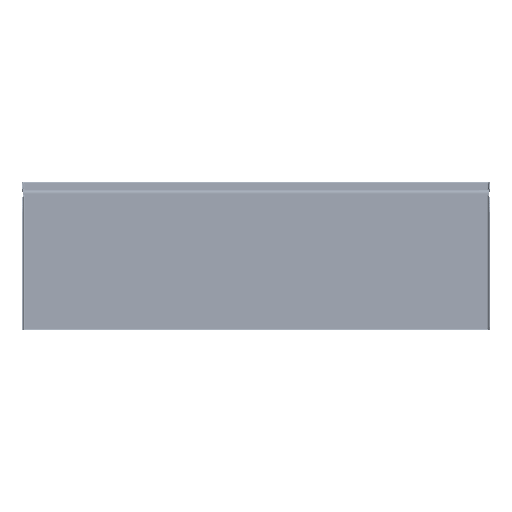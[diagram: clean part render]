
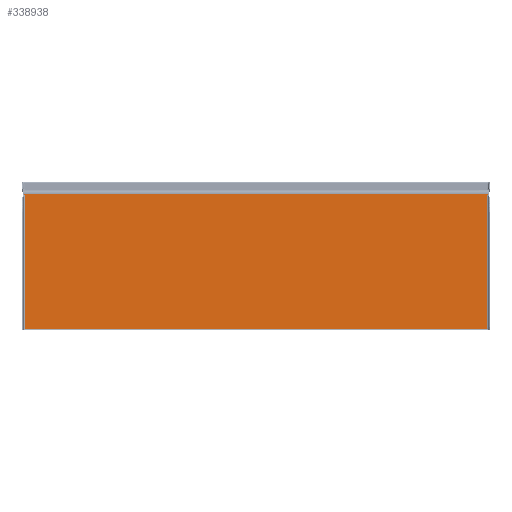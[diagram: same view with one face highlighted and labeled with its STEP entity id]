
A CAD part, top view. The second image highlights one B-rep face of the part: STEP entity #338938.
In plain terms, the highlighted planar face has unit normal (0, 0.018, 1).
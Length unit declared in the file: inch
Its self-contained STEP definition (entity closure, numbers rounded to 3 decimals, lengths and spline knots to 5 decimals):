
#240 = CARTESIAN_POINT ( 'NONE',  ( -8.30273, 16.39663, 15.1693 ) ) ;
#1961 = EDGE_CURVE ( 'NONE', #279936, #322657, #242179, .T. ) ;
#8029 = EDGE_CURVE ( 'NONE', #41304, #200949, #77179, .T. ) ;
#9123 = CARTESIAN_POINT ( 'NONE',  ( 51.22897, 16.39663, 15.1693 ) ) ;
#10251 = EDGE_CURVE ( 'NONE', #322657, #87560, #200395, .T. ) ;
#11078 = LINE ( 'NONE', #42090, #32839 ) ;
#13658 = LINE ( 'NONE', #44662, #159864 ) ;
#32017 = VECTOR ( 'NONE', #324278, 39.37008 ) ;
#32839 = VECTOR ( 'NONE', #160421, 39.37008 ) ;
#41183 = ORIENTED_EDGE ( 'NONE', *, *, #159760, .T. ) ;
#41304 = VERTEX_POINT ( 'NONE', #220300 ) ;
#41910 = PLANE ( 'NONE',  #275007 ) ;
#42090 = CARTESIAN_POINT ( 'NONE',  ( -8.41594, 16.39663, 15.1693 ) ) ;
#44662 = CARTESIAN_POINT ( 'NONE',  ( -8.13207, 0.26969, 15.4508 ) ) ;
#45650 = CARTESIAN_POINT ( 'NONE',  ( 51.21129, 16.38837, 15.16945 ) ) ;
#55295 = EDGE_LOOP ( 'NONE', ( #344671, #259057, #249402, #144752, #282557, #41183, #172220, #160615, #283557, #92230 ) ) ;
#67183 = CARTESIAN_POINT ( 'NONE',  ( 51.24307, 16.39509, 15.16933 ) ) ;
#67801 = CARTESIAN_POINT ( 'NONE',  ( -8.30273, 16.39663, 15.1693 ) ) ;
#72870 = CARTESIAN_POINT ( 'NONE',  ( 51.16544, 16.3707, 15.16976 ) ) ;
#74764 = CARTESIAN_POINT ( 'NONE',  ( 51.21918, 16.39036, 15.16941 ) ) ;
#77179 = LINE ( 'NONE', #379599, #298231 ) ;
#87560 = VERTEX_POINT ( 'NONE', #371586 ) ;
#92230 = ORIENTED_EDGE ( 'NONE', *, *, #8029, .F. ) ;
#98945 = DIRECTION ( 'NONE',  ( 0., -1., 0.017 ) ) ;
#100072 = CARTESIAN_POINT ( 'NONE',  ( 51.19566, 16.38351, 15.16953 ) ) ;
#109075 = VERTEX_POINT ( 'NONE', #161439 ) ;
#122429 = CARTESIAN_POINT ( 'NONE',  ( -8.13207, 16.31583, 15.17071 ) ) ;
#122846 = CARTESIAN_POINT ( 'NONE',  ( 51.38894, 16.5, 15.1675 ) ) ;
#124205 = LINE ( 'NONE', #182373, #159338 ) ;
#127246 = CARTESIAN_POINT ( 'NONE',  ( 51.18789, 16.38062, 15.16958 ) ) ;
#128943 = CARTESIAN_POINT ( 'NONE',  ( -8.13207, -0.85381, 15.47041 ) ) ;
#131427 = VERTEX_POINT ( 'NONE', #382554 ) ;
#131939 = DIRECTION ( 'NONE',  ( 0., 1., -0.017 ) ) ;
#134221 = EDGE_CURVE ( 'NONE', #279936, #109075, #338758, .T. ) ;
#134857 = CARTESIAN_POINT ( 'NONE',  ( 51.15139, 16.36243, 15.1699 ) ) ;
#141284 = EDGE_CURVE ( 'NONE', #200949, #131427, #13658, .T. ) ;
#144752 = ORIENTED_EDGE ( 'NONE', *, *, #1961, .T. ) ;
#151850 = EDGE_CURVE ( 'NONE', #225300, #238716, #11078, .T. ) ;
#153428 = CARTESIAN_POINT ( 'NONE',  ( -8.19249, 16.37074, 15.16976 ) ) ;
#156353 = CARTESIAN_POINT ( 'NONE',  ( 51.10507, 16.31583, 15.17071 ) ) ;
#159338 = VECTOR ( 'NONE', #98945, 39.37008 ) ;
#159760 = EDGE_CURVE ( 'NONE', #87560, #238716, #124205, .T. ) ;
#159864 = VECTOR ( 'NONE', #131939, 39.37008 ) ;
#160182 = CARTESIAN_POINT ( 'NONE',  ( 51.12597, 16.34136, 15.17027 ) ) ;
#160421 = DIRECTION ( 'NONE',  ( -1., 0., 0. ) ) ;
#160615 = ORIENTED_EDGE ( 'NONE', *, *, #380038, .F. ) ;
#161439 = CARTESIAN_POINT ( 'NONE',  ( 51.27573, 16.39663, 15.1693 ) ) ;
#172220 = ORIENTED_EDGE ( 'NONE', *, *, #151850, .F. ) ;
#174845 = CARTESIAN_POINT ( 'NONE',  ( -8.1527, 16.34192, 15.17026 ) ) ;
#182373 = CARTESIAN_POINT ( 'NONE',  ( -8.41594, 18.0961, 15.13964 ) ) ;
#185434 = CARTESIAN_POINT ( 'NONE',  ( 51.10976, 16.32262, 15.1706 ) ) ;
#191148 = CARTESIAN_POINT ( 'NONE',  ( 51.13203, 16.34696, 15.17017 ) ) ;
#194670 = CARTESIAN_POINT ( 'NONE',  ( 0., 16.5, 15.1675 ) ) ;
#200395 = LINE ( 'NONE', #194670, #280496 ) ;
#200949 = VERTEX_POINT ( 'NONE', #128943 ) ;
#209676 = CARTESIAN_POINT ( 'NONE',  ( -8.17842, 16.36244, 15.1699 ) ) ;
#213069 = CARTESIAN_POINT ( 'NONE',  ( 51.38894, -3.99688, 15.52527 ) ) ;
#220300 = CARTESIAN_POINT ( 'NONE',  ( 51.10507, -0.85381, 15.47041 ) ) ;
#225300 = VERTEX_POINT ( 'NONE', #67801 ) ;
#225996 = CARTESIAN_POINT ( 'NONE',  ( 0., 0.26969, 15.4508 ) ) ;
#227926 = DIRECTION ( 'NONE',  ( 0., -1., 0.017 ) ) ;
#236851 = CARTESIAN_POINT ( 'NONE',  ( -8.28625, 16.39663, 15.1693 ) ) ;
#236985 = LINE ( 'NONE', #267975, #32017 ) ;
#238716 = VERTEX_POINT ( 'NONE', #329526 ) ;
#238874 = CARTESIAN_POINT ( 'NONE',  ( 51.38894, 16.39663, 15.1693 ) ) ;
#242179 = LINE ( 'NONE', #213069, #252881 ) ;
#246583 = B_SPLINE_CURVE_WITH_KNOTS ( 'NONE', 3,
 ( #340466, #332843, #67183, #74764, #45650, #100072, #127246, #72870, #134857, #191148, #160182, #361923, #305632, #185434, #303744, #156353 ),
 .UNSPECIFIED., .F., .F.,
 ( 4, 2, 2, 2, 2, 2, 2, 4 ),
 ( 0., 0.00124, 0.00185, 0.00247, 0.00371, 0.00433, 0.00464, 0.00495 ),
 .UNSPECIFIED. ) ;
#249402 = ORIENTED_EDGE ( 'NONE', *, *, #134221, .F. ) ;
#252881 = VECTOR ( 'NONE', #366245, 39.37008 ) ;
#257019 = FACE_OUTER_BOUND ( 'NONE', #55295, .T. ) ;
#259057 = ORIENTED_EDGE ( 'NONE', *, *, #279564, .F. ) ;
#261291 = DIRECTION ( 'NONE',  ( -1., 0., 0. ) ) ;
#263112 = VECTOR ( 'NONE', #276720, 39.37008 ) ;
#264041 = CARTESIAN_POINT ( 'NONE',  ( -8.14123, 16.32962, 15.17047 ) ) ;
#267975 = CARTESIAN_POINT ( 'NONE',  ( 51.10507, 0.26969, 15.4508 ) ) ;
#275007 = AXIS2_PLACEMENT_3D ( 'NONE', #225996, #286110, #227926 ) ;
#275586 = CARTESIAN_POINT ( 'NONE',  ( 51.10507, 16.31583, 15.17071 ) ) ;
#276720 = DIRECTION ( 'NONE',  ( -1., 0., 0. ) ) ;
#279564 = EDGE_CURVE ( 'NONE', #109075, #368928, #246583, .T. ) ;
#279936 = VERTEX_POINT ( 'NONE', #238874 ) ;
#280496 = VECTOR ( 'NONE', #318726, 39.37008 ) ;
#282557 = ORIENTED_EDGE ( 'NONE', *, *, #10251, .T. ) ;
#283557 = ORIENTED_EDGE ( 'NONE', *, *, #141284, .F. ) ;
#286110 = DIRECTION ( 'NONE',  ( 0., 0.017, 1. ) ) ;
#298231 = VECTOR ( 'NONE', #261291, 39.37008 ) ;
#298901 = CARTESIAN_POINT ( 'NONE',  ( -8.27006, 16.39509, 15.16933 ) ) ;
#303744 = CARTESIAN_POINT ( 'NONE',  ( 51.10731, 16.31921, 15.17066 ) ) ;
#305632 = CARTESIAN_POINT ( 'NONE',  ( 51.11487, 16.32912, 15.17048 ) ) ;
#318726 = DIRECTION ( 'NONE',  ( -1., 0., 0. ) ) ;
#322657 = VERTEX_POINT ( 'NONE', #122846 ) ;
#324278 = DIRECTION ( 'NONE',  ( 0., -1., 0.017 ) ) ;
#329526 = CARTESIAN_POINT ( 'NONE',  ( -8.41594, 16.39663, 15.1693 ) ) ;
#332843 = CARTESIAN_POINT ( 'NONE',  ( 51.25927, 16.39663, 15.1693 ) ) ;
#338758 = LINE ( 'NONE', #9123, #263112 ) ;
#338938 = ADVANCED_FACE ( 'NONE', ( #257019 ), #41910, .T. ) ;
#340466 = CARTESIAN_POINT ( 'NONE',  ( 51.27573, 16.39663, 15.1693 ) ) ;
#344671 = ORIENTED_EDGE ( 'NONE', *, *, #370139, .F. ) ;
#353243 = CARTESIAN_POINT ( 'NONE',  ( -8.23832, 16.38881, 15.16944 ) ) ;
#358983 = CARTESIAN_POINT ( 'NONE',  ( -8.22266, 16.38403, 15.16952 ) ) ;
#361923 = CARTESIAN_POINT ( 'NONE',  ( 51.11755, 16.33226, 15.17043 ) ) ;
#366245 = DIRECTION ( 'NONE',  ( 0., 1., -0.017 ) ) ;
#368928 = VERTEX_POINT ( 'NONE', #275586 ) ;
#370139 = EDGE_CURVE ( 'NONE', #368928, #41304, #236985, .T. ) ;
#371586 = CARTESIAN_POINT ( 'NONE',  ( -8.41594, 16.5, 15.1675 ) ) ;
#373176 = B_SPLINE_CURVE_WITH_KNOTS ( 'NONE', 3,
 ( #122429, #264041, #174845, #209676, #153428, #358983, #353243, #298901, #236851, #240 ),
 .UNSPECIFIED., .F., .F.,
 ( 4, 2, 2, 2, 4 ),
 ( -0.00001, 0.00125, 0.00251, 0.00377, 0.00503 ),
 .UNSPECIFIED. ) ;
#379599 = CARTESIAN_POINT ( 'NONE',  ( -8.13207, -0.85381, 15.47041 ) ) ;
#380038 = EDGE_CURVE ( 'NONE', #131427, #225300, #373176, .T. ) ;
#382554 = CARTESIAN_POINT ( 'NONE',  ( -8.13207, 16.31583, 15.17071 ) ) ;
